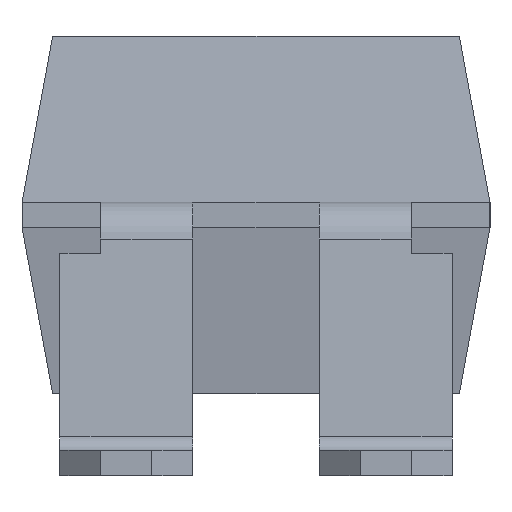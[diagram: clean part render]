
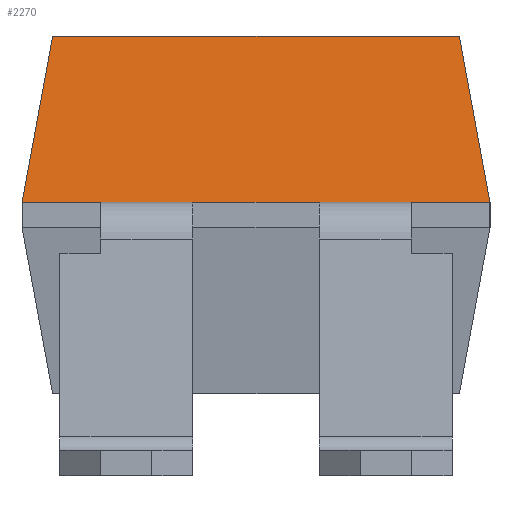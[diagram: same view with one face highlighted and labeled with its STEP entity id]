
A CAD part, left-side view. The second image highlights one B-rep face of the part: STEP entity #2270.
In plain terms, the highlighted planar face has unit normal (-0.988, 0, 0.152).
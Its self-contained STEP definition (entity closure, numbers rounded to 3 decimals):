
#253=ORIENTED_EDGE('',*,*,#927,.T.);
#254=ORIENTED_EDGE('',*,*,#928,.T.);
#255=ORIENTED_EDGE('',*,*,#921,.F.);
#256=ORIENTED_EDGE('',*,*,#914,.F.);
#257=ORIENTED_EDGE('',*,*,#929,.F.);
#258=ORIENTED_EDGE('',*,*,#894,.F.);
#259=ORIENTED_EDGE('',*,*,#902,.F.);
#260=ORIENTED_EDGE('',*,*,#930,.F.);
#894=EDGE_CURVE('',#1232,#1236,#1459,.T.);
#902=EDGE_CURVE('',#1240,#1232,#1467,.T.);
#914=EDGE_CURVE('',#1249,#1243,#1479,.T.);
#921=EDGE_CURVE('',#1243,#1253,#1486,.T.);
#927=EDGE_CURVE('',#1258,#1259,#1492,.T.);
#928=EDGE_CURVE('',#1259,#1253,#1493,.T.);
#929=EDGE_CURVE('',#1236,#1249,#1494,.T.);
#930=EDGE_CURVE('',#1258,#1240,#1495,.T.);
#1232=VERTEX_POINT('',#3044);
#1236=VERTEX_POINT('',#3056);
#1240=VERTEX_POINT('',#3071);
#1243=VERTEX_POINT('',#3078);
#1249=VERTEX_POINT('',#3094);
#1253=VERTEX_POINT('',#3109);
#1258=VERTEX_POINT('',#3122);
#1259=VERTEX_POINT('',#3123);
#1459=LINE('',#3055,#1660);
#1467=LINE('',#3070,#1668);
#1479=LINE('',#3095,#1680);
#1486=LINE('',#3108,#1687);
#1492=LINE('',#3121,#1693);
#1493=LINE('',#3124,#1694);
#1494=LINE('',#3125,#1695);
#1495=LINE('',#3126,#1696);
#1660=VECTOR('',#2572,1000.);
#1668=VECTOR('',#2586,1000.);
#1680=VECTOR('',#2604,1000.);
#1687=VECTOR('',#2617,1000.);
#1693=VECTOR('',#2627,1000.);
#1694=VECTOR('',#2628,1000.);
#1695=VECTOR('',#2629,1000.);
#1696=VECTOR('',#2630,1000.);
#1867=EDGE_LOOP('',(#253,#254,#255,#256,#257,#258,#259,#260));
#2014=FACE_BOUND('',#1867,.T.);
#2161=PLANE('',#2431);
#2270=ADVANCED_FACE('',(#2014),#2161,.T.);
#2431=AXIS2_PLACEMENT_3D('',#3120,#2625,#2626);
#2572=DIRECTION('',(0.,1.,0.));
#2586=DIRECTION('',(0.,1.,0.));
#2604=DIRECTION('',(0.,1.,0.));
#2617=DIRECTION('',(0.,1.,0.));
#2625=DIRECTION('',(-0.988,0.,0.152));
#2626=DIRECTION('',(0.152,0.,0.988));
#2627=DIRECTION('',(0.,1.,0.));
#2628=DIRECTION('',(-0.15,0.18,-0.972));
#2629=DIRECTION('',(0.,1.,0.));
#2630=DIRECTION('',(-0.15,-0.18,-0.972));
#3044=CARTESIAN_POINT('',(-3.25,-1.52,0.125));
#3055=CARTESIAN_POINT('',(-3.25,-2.29,0.125));
#3056=CARTESIAN_POINT('',(-3.25,-0.62,0.125));
#3070=CARTESIAN_POINT('',(-3.25,-2.29,0.125));
#3071=CARTESIAN_POINT('',(-3.25,-2.29,0.125));
#3078=CARTESIAN_POINT('',(-3.25,1.52,0.125));
#3094=CARTESIAN_POINT('',(-3.25,0.62,0.125));
#3095=CARTESIAN_POINT('',(-3.25,-2.29,0.125));
#3108=CARTESIAN_POINT('',(-3.25,-2.29,0.125));
#3109=CARTESIAN_POINT('',(-3.25,2.29,0.125));
#3120=CARTESIAN_POINT('',(-3.25,-2.29,0.125));
#3121=CARTESIAN_POINT('',(-3.,-2.29,1.75));
#3122=CARTESIAN_POINT('',(-3.,-1.99,1.75));
#3123=CARTESIAN_POINT('',(-3.,1.99,1.75));
#3124=CARTESIAN_POINT('',(-3.127,2.142,0.924));
#3125=CARTESIAN_POINT('',(-3.25,-2.29,0.125));
#3126=CARTESIAN_POINT('',(-3.25,-2.29,0.125));
